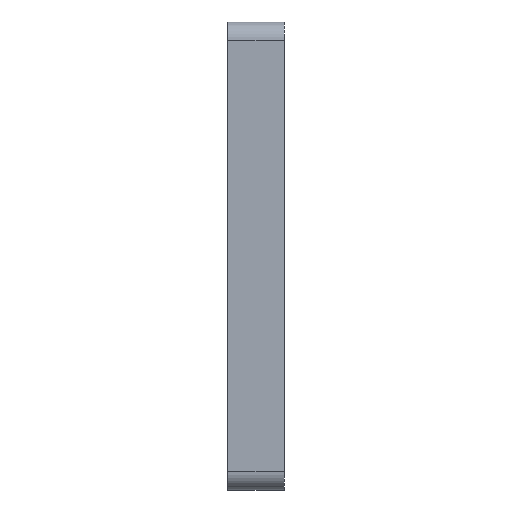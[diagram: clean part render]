
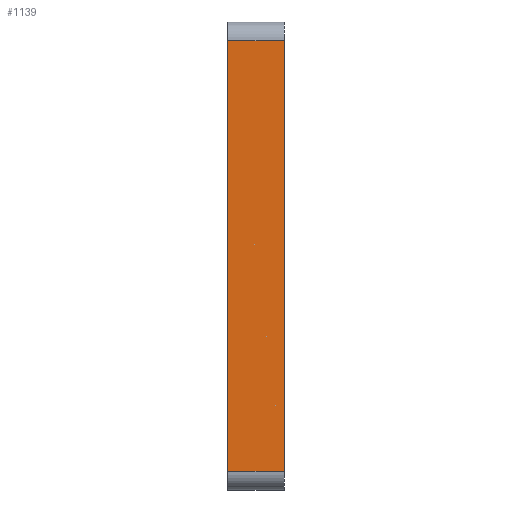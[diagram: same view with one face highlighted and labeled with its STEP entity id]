
A CAD part, left-side view. The second image highlights one B-rep face of the part: STEP entity #1139.
In plain terms, the highlighted planar face has unit normal (-1, 0, 0).
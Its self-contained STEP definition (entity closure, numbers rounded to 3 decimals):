
#78 = VERTEX_POINT ( 'NONE', #1269 ) ;
#99 = VECTOR ( 'NONE', #243, 1000. ) ;
#117 = VERTEX_POINT ( 'NONE', #417 ) ;
#160 = EDGE_LOOP ( 'NONE', ( #1376, #1343, #530, #1304 ) ) ;
#218 = VERTEX_POINT ( 'NONE', #1035 ) ;
#223 = CARTESIAN_POINT ( 'NONE',  ( -40., 6., 23. ) ) ;
#243 = DIRECTION ( 'NONE',  ( 0., 0., 1. ) ) ;
#308 = CARTESIAN_POINT ( 'NONE',  ( -40., 6., -23. ) ) ;
#327 = EDGE_CURVE ( 'NONE', #78, #750, #339, .T. ) ;
#339 = LINE ( 'NONE', #223, #1203 ) ;
#417 = CARTESIAN_POINT ( 'NONE',  ( -40., 0., -23. ) ) ;
#449 = DIRECTION ( 'NONE',  ( 1., 0., 0. ) ) ;
#472 = EDGE_CURVE ( 'NONE', #218, #117, #1213, .T. ) ;
#530 = ORIENTED_EDGE ( 'NONE', *, *, #1066, .T. ) ;
#626 = VECTOR ( 'NONE', #1458, 1000. ) ;
#690 = EDGE_CURVE ( 'NONE', #218, #750, #1309, .T. ) ;
#697 = DIRECTION ( 'NONE',  ( 0., 1., 0. ) ) ;
#750 = VERTEX_POINT ( 'NONE', #1197 ) ;
#755 = DIRECTION ( 'NONE',  ( 0., -1., 0. ) ) ;
#862 = VECTOR ( 'NONE', #755, 1000. ) ;
#869 = LINE ( 'NONE', #892, #626 ) ;
#870 = AXIS2_PLACEMENT_3D ( 'NONE', #1500, #449, #1362 ) ;
#892 = CARTESIAN_POINT ( 'NONE',  ( -40., 0., -25. ) ) ;
#1010 = FACE_OUTER_BOUND ( 'NONE', #160, .T. ) ;
#1019 = PLANE ( 'NONE',  #870 ) ;
#1035 = CARTESIAN_POINT ( 'NONE',  ( -40., 6., -23. ) ) ;
#1066 = EDGE_CURVE ( 'NONE', #117, #78, #869, .T. ) ;
#1139 = ADVANCED_FACE ( 'NONE', ( #1010 ), #1019, .F. ) ;
#1197 = CARTESIAN_POINT ( 'NONE',  ( -40., 6., 23. ) ) ;
#1202 = CARTESIAN_POINT ( 'NONE',  ( -40., 6., -25. ) ) ;
#1203 = VECTOR ( 'NONE', #697, 1000. ) ;
#1213 = LINE ( 'NONE', #308, #862 ) ;
#1269 = CARTESIAN_POINT ( 'NONE',  ( -40., 0., 23. ) ) ;
#1304 = ORIENTED_EDGE ( 'NONE', *, *, #327, .T. ) ;
#1309 = LINE ( 'NONE', #1202, #99 ) ;
#1343 = ORIENTED_EDGE ( 'NONE', *, *, #472, .T. ) ;
#1362 = DIRECTION ( 'NONE',  ( 0., 0., -1. ) ) ;
#1376 = ORIENTED_EDGE ( 'NONE', *, *, #690, .F. ) ;
#1458 = DIRECTION ( 'NONE',  ( 0., 0., 1. ) ) ;
#1500 = CARTESIAN_POINT ( 'NONE',  ( -40., 6., -25. ) ) ;
